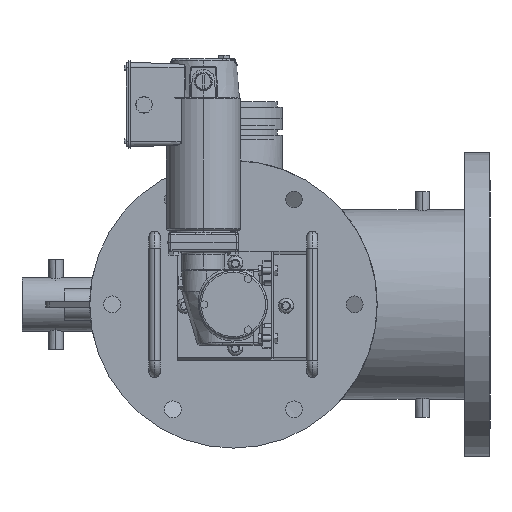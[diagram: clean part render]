
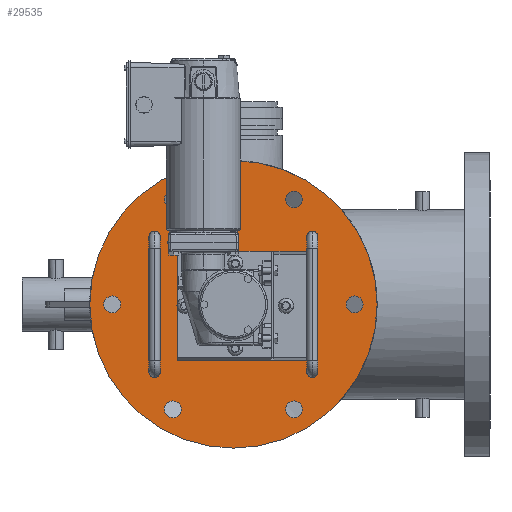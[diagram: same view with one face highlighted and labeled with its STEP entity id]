
A CAD part, left-side view. The second image highlights one B-rep face of the part: STEP entity #29535.
In plain terms, the highlighted planar face has unit normal (-1, 0, 0).
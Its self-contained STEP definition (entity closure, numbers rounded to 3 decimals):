
#129 = AXIS2_PLACEMENT_3D ( 'NONE', #21731, #4859, #5215 ) ;
#170 = ORIENTED_EDGE ( 'NONE', *, *, #17743, .F. ) ;
#443 = VERTEX_POINT ( 'NONE', #25638 ) ;
#518 = VERTEX_POINT ( 'NONE', #29252 ) ;
#540 = ORIENTED_EDGE ( 'NONE', *, *, #19821, .F. ) ;
#657 = VERTEX_POINT ( 'NONE', #32575 ) ;
#900 = FACE_BOUND ( 'NONE', #14170, .T. ) ;
#1113 = DIRECTION ( 'NONE',  ( -1., 0., 0. ) ) ;
#1635 = CARTESIAN_POINT ( 'NONE',  ( -25.4, 58.737, -118.234 ) ) ;
#1785 = EDGE_CURVE ( 'NONE', #443, #20142, #9410, .T. ) ;
#1834 = AXIS2_PLACEMENT_3D ( 'NONE', #29172, #29289, #12395 ) ;
#2233 = FACE_BOUND ( 'NONE', #35856, .T. ) ;
#2811 = CARTESIAN_POINT ( 'NONE',  ( -25.4, -77.788, -118.234 ) ) ;
#2816 = DIRECTION ( 'NONE',  ( -1., 0., 0. ) ) ;
#3139 = DIRECTION ( 'NONE',  ( -1., 0., 0. ) ) ;
#3337 = ORIENTED_EDGE ( 'NONE', *, *, #16840, .F. ) ;
#3388 = CARTESIAN_POINT ( 'NONE',  ( -25.4, 0., 0. ) ) ;
#3522 = DIRECTION ( 'NONE',  ( 0., 0., 1. ) ) ;
#3796 = ORIENTED_EDGE ( 'NONE', *, *, #1785, .F. ) ;
#4032 = DIRECTION ( 'NONE',  ( -1., 0., 0. ) ) ;
#4642 = ORIENTED_EDGE ( 'NONE', *, *, #25748, .F. ) ;
#4859 = DIRECTION ( 'NONE',  ( -1., 0., 0. ) ) ;
#5215 = DIRECTION ( 'NONE',  ( 0., -1., 0. ) ) ;
#5252 = AXIS2_PLACEMENT_3D ( 'NONE', #26466, #23240, #23496 ) ;
#5710 = ORIENTED_EDGE ( 'NONE', *, *, #8517, .F. ) ;
#6477 = EDGE_LOOP ( 'NONE', ( #5710, #3796 ) ) ;
#6486 = DIRECTION ( 'NONE',  ( 0., -1., 0. ) ) ;
#6578 = VERTEX_POINT ( 'NONE', #13229 ) ;
#7107 = DIRECTION ( 'NONE',  ( 1., 0., 0. ) ) ;
#7600 = CIRCLE ( 'NONE', #15052, 9.525 ) ;
#7671 = DIRECTION ( 'NONE',  ( 0., -1., 0. ) ) ;
#7693 = AXIS2_PLACEMENT_3D ( 'NONE', #32280, #1113, #15255 ) ;
#8012 = AXIS2_PLACEMENT_3D ( 'NONE', #35349, #32475, #12754 ) ;
#8389 = FACE_BOUND ( 'NONE', #17005, .T. ) ;
#8517 = EDGE_CURVE ( 'NONE', #20142, #443, #18016, .T. ) ;
#8833 = CIRCLE ( 'NONE', #24405, 9.525 ) ;
#8931 = CARTESIAN_POINT ( 'NONE',  ( -25.4, -58.738, -118.234 ) ) ;
#8934 = CIRCLE ( 'NONE', #26196, 9.525 ) ;
#8992 = DIRECTION ( 'NONE',  ( -1., 0., 0. ) ) ;
#9410 = CIRCLE ( 'NONE', #8012, 9.525 ) ;
#10752 = VERTEX_POINT ( 'NONE', #31835 ) ;
#11563 = EDGE_CURVE ( 'NONE', #10752, #18724, #17696, .T. ) ;
#11636 = CARTESIAN_POINT ( 'NONE',  ( -25.4, 0., 161.925 ) ) ;
#11679 = EDGE_CURVE ( 'NONE', #24470, #25918, #15032, .T. ) ;
#12010 = AXIS2_PLACEMENT_3D ( 'NONE', #34187, #2816, #13956 ) ;
#12170 = EDGE_CURVE ( 'NONE', #6578, #16587, #22584, .T. ) ;
#12395 = DIRECTION ( 'NONE',  ( 0., -1., 0. ) ) ;
#12465 = PLANE ( 'NONE',  #25358 ) ;
#12754 = DIRECTION ( 'NONE',  ( 0., -1., 0. ) ) ;
#13229 = CARTESIAN_POINT ( 'NONE',  ( -25.4, 127., 0. ) ) ;
#13656 = AXIS2_PLACEMENT_3D ( 'NONE', #26960, #4032, #15665 ) ;
#13883 = DIRECTION ( 'NONE',  ( 0., -1., 0. ) ) ;
#13956 = DIRECTION ( 'NONE',  ( 0., -1., 0. ) ) ;
#14015 = CARTESIAN_POINT ( 'NONE',  ( -25.4, -68.263, -118.234 ) ) ;
#14075 = AXIS2_PLACEMENT_3D ( 'NONE', #33226, #16211, #27245 ) ;
#14147 = CARTESIAN_POINT ( 'NONE',  ( -25.4, -68.263, -118.234 ) ) ;
#14170 = EDGE_LOOP ( 'NONE', ( #27441, #170 ) ) ;
#15032 = CIRCLE ( 'NONE', #21268, 9.525 ) ;
#15052 = AXIS2_PLACEMENT_3D ( 'NONE', #17144, #3139, #7671 ) ;
#15255 = DIRECTION ( 'NONE',  ( 0., -1., 0. ) ) ;
#15665 = DIRECTION ( 'NONE',  ( 0., -1., 0. ) ) ;
#15782 = CIRCLE ( 'NONE', #1834, 9.525 ) ;
#15876 = FACE_BOUND ( 'NONE', #29615, .T. ) ;
#16211 = DIRECTION ( 'NONE',  ( -1., 0., 0. ) ) ;
#16295 = EDGE_LOOP ( 'NONE', ( #30584, #16599 ) ) ;
#16587 = VERTEX_POINT ( 'NONE', #31194 ) ;
#16599 = ORIENTED_EDGE ( 'NONE', *, *, #28970, .F. ) ;
#16840 = EDGE_CURVE ( 'NONE', #16587, #6578, #29176, .T. ) ;
#17005 = EDGE_LOOP ( 'NONE', ( #35128, #4642 ) ) ;
#17144 = CARTESIAN_POINT ( 'NONE',  ( -25.4, 68.263, 118.234 ) ) ;
#17696 = CIRCLE ( 'NONE', #13656, 9.525 ) ;
#17743 = EDGE_CURVE ( 'NONE', #18724, #10752, #15782, .T. ) ;
#18016 = CIRCLE ( 'NONE', #129, 9.525 ) ;
#18100 = AXIS2_PLACEMENT_3D ( 'NONE', #30332, #27587, #22362 ) ;
#18231 = CARTESIAN_POINT ( 'NONE',  ( -25.4, 58.738, 118.234 ) ) ;
#18533 = AXIS2_PLACEMENT_3D ( 'NONE', #3388, #8992, #3522 ) ;
#18680 = CARTESIAN_POINT ( 'NONE',  ( -25.4, -77.787, 118.234 ) ) ;
#18724 = VERTEX_POINT ( 'NONE', #27640 ) ;
#19408 = VERTEX_POINT ( 'NONE', #11636 ) ;
#19821 = EDGE_CURVE ( 'NONE', #518, #33561, #21853, .T. ) ;
#20142 = VERTEX_POINT ( 'NONE', #1635 ) ;
#20591 = CIRCLE ( 'NONE', #18533, 161.925 ) ;
#21268 = AXIS2_PLACEMENT_3D ( 'NONE', #14147, #28690, #34023 ) ;
#21731 = CARTESIAN_POINT ( 'NONE',  ( -25.4, 68.262, -118.234 ) ) ;
#21853 = CIRCLE ( 'NONE', #12010, 9.525 ) ;
#21884 = ORIENTED_EDGE ( 'NONE', *, *, #23097, .T. ) ;
#22362 = DIRECTION ( 'NONE',  ( 0., 0., 1. ) ) ;
#22551 = FACE_OUTER_BOUND ( 'NONE', #34660, .T. ) ;
#22584 = CIRCLE ( 'NONE', #5252, 9.525 ) ;
#23097 = EDGE_CURVE ( 'NONE', #24152, #19408, #20591, .T. ) ;
#23240 = DIRECTION ( 'NONE',  ( -1., 0., 0. ) ) ;
#23496 = DIRECTION ( 'NONE',  ( 0., -1., 0. ) ) ;
#23525 = CARTESIAN_POINT ( 'NONE',  ( -25.4, 0., 0. ) ) ;
#23769 = CARTESIAN_POINT ( 'NONE',  ( -25.4, -68.262, 118.234 ) ) ;
#24152 = VERTEX_POINT ( 'NONE', #32736 ) ;
#24405 = AXIS2_PLACEMENT_3D ( 'NONE', #14015, #30944, #13883 ) ;
#24470 = VERTEX_POINT ( 'NONE', #2811 ) ;
#24676 = EDGE_CURVE ( 'NONE', #19408, #24152, #27993, .T. ) ;
#25358 = AXIS2_PLACEMENT_3D ( 'NONE', #23525, #7107, #32349 ) ;
#25638 = CARTESIAN_POINT ( 'NONE',  ( -25.4, 77.787, -118.234 ) ) ;
#25748 = EDGE_CURVE ( 'NONE', #657, #30254, #30685, .T. ) ;
#25918 = VERTEX_POINT ( 'NONE', #8931 ) ;
#26018 = EDGE_CURVE ( 'NONE', #33561, #518, #8934, .T. ) ;
#26196 = AXIS2_PLACEMENT_3D ( 'NONE', #23769, #34817, #6486 ) ;
#26351 = ORIENTED_EDGE ( 'NONE', *, *, #24676, .T. ) ;
#26466 = CARTESIAN_POINT ( 'NONE',  ( -25.4, 136.525, 0. ) ) ;
#26828 = EDGE_CURVE ( 'NONE', #30254, #657, #7600, .T. ) ;
#26960 = CARTESIAN_POINT ( 'NONE',  ( -25.4, -136.525, 0. ) ) ;
#27245 = DIRECTION ( 'NONE',  ( 0., -1., 0. ) ) ;
#27441 = ORIENTED_EDGE ( 'NONE', *, *, #11563, .F. ) ;
#27587 = DIRECTION ( 'NONE',  ( -1., 0., 0. ) ) ;
#27640 = CARTESIAN_POINT ( 'NONE',  ( -25.4, -127., 0. ) ) ;
#27993 = CIRCLE ( 'NONE', #18100, 161.925 ) ;
#28287 = ORIENTED_EDGE ( 'NONE', *, *, #26018, .F. ) ;
#28690 = DIRECTION ( 'NONE',  ( -1., 0., 0. ) ) ;
#28970 = EDGE_CURVE ( 'NONE', #25918, #24470, #8833, .T. ) ;
#29172 = CARTESIAN_POINT ( 'NONE',  ( -25.4, -136.525, 0. ) ) ;
#29176 = CIRCLE ( 'NONE', #7693, 9.525 ) ;
#29252 = CARTESIAN_POINT ( 'NONE',  ( -25.4, -58.737, 118.234 ) ) ;
#29289 = DIRECTION ( 'NONE',  ( -1., 0., 0. ) ) ;
#29535 = ADVANCED_FACE ( 'NONE', ( #15876, #8389, #2233, #900, #30113, #31440, #22551 ), #12465, .F. ) ;
#29615 = EDGE_LOOP ( 'NONE', ( #36009, #3337 ) ) ;
#30113 = FACE_BOUND ( 'NONE', #16295, .T. ) ;
#30254 = VERTEX_POINT ( 'NONE', #18231 ) ;
#30332 = CARTESIAN_POINT ( 'NONE',  ( -25.4, 0., 0. ) ) ;
#30584 = ORIENTED_EDGE ( 'NONE', *, *, #11679, .F. ) ;
#30685 = CIRCLE ( 'NONE', #14075, 9.525 ) ;
#30944 = DIRECTION ( 'NONE',  ( -1., 0., 0. ) ) ;
#31194 = CARTESIAN_POINT ( 'NONE',  ( -25.4, 146.05, 0. ) ) ;
#31440 = FACE_BOUND ( 'NONE', #6477, .T. ) ;
#31835 = CARTESIAN_POINT ( 'NONE',  ( -25.4, -146.05, 0. ) ) ;
#32280 = CARTESIAN_POINT ( 'NONE',  ( -25.4, 136.525, 0. ) ) ;
#32349 = DIRECTION ( 'NONE',  ( 0., 0., -1. ) ) ;
#32475 = DIRECTION ( 'NONE',  ( -1., 0., 0. ) ) ;
#32575 = CARTESIAN_POINT ( 'NONE',  ( -25.4, 77.788, 118.234 ) ) ;
#32736 = CARTESIAN_POINT ( 'NONE',  ( -25.4, 0., -161.925 ) ) ;
#33226 = CARTESIAN_POINT ( 'NONE',  ( -25.4, 68.263, 118.234 ) ) ;
#33561 = VERTEX_POINT ( 'NONE', #18680 ) ;
#34023 = DIRECTION ( 'NONE',  ( 0., -1., 0. ) ) ;
#34187 = CARTESIAN_POINT ( 'NONE',  ( -25.4, -68.262, 118.234 ) ) ;
#34660 = EDGE_LOOP ( 'NONE', ( #26351, #21884 ) ) ;
#34817 = DIRECTION ( 'NONE',  ( -1., 0., 0. ) ) ;
#35128 = ORIENTED_EDGE ( 'NONE', *, *, #26828, .F. ) ;
#35349 = CARTESIAN_POINT ( 'NONE',  ( -25.4, 68.262, -118.234 ) ) ;
#35856 = EDGE_LOOP ( 'NONE', ( #28287, #540 ) ) ;
#36009 = ORIENTED_EDGE ( 'NONE', *, *, #12170, .F. ) ;
